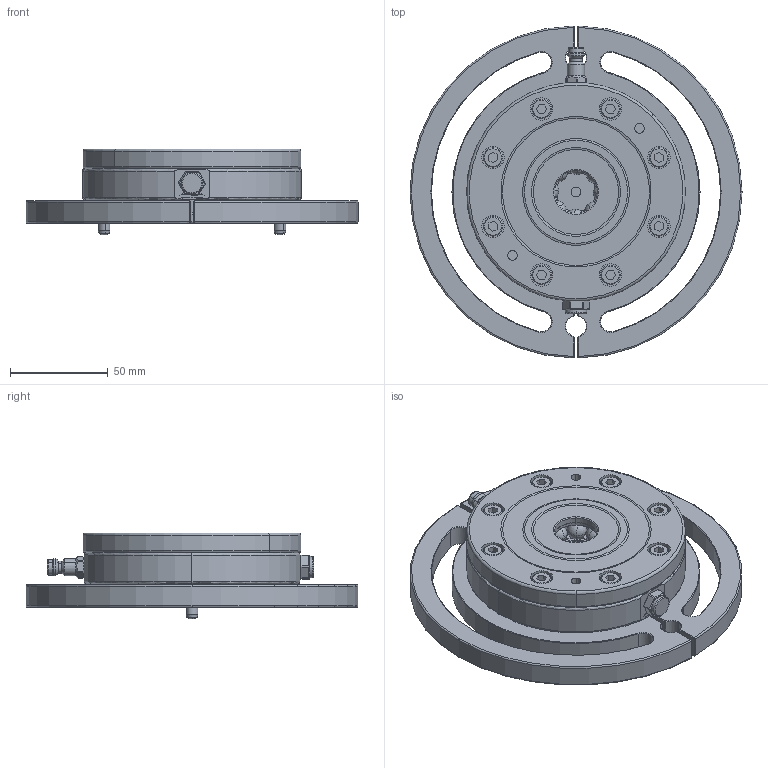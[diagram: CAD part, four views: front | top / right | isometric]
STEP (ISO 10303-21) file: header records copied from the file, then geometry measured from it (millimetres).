
FILE_DESCRIPTION (( 'STEP AP214' ), '1' );
FILE_NAME ('LQTMS-10.STEP', '2020-11-19T04:45:54', ( 'Dell' ), ( 'Dell' ), 'SwSTEP 2.0', 'SolidWorks 2018', '' );
FILE_SCHEMA (( 'AUTOMOTIVE_DESIGN' ));
Length unit declared in the file: millimetre
Products named in the file (3): LQNC-10; lqtms-10-蚾饜堤芞; LQTMS-10
Assembly tree (2 placements, depth 2):
  LQTMS-10
    lqtms-10-蚾饜堤芞
    LQNC-10
Bounding box: 170 x 169.98 x 44 mm (x, y, z)
Volume: 430374 mm3; surface area: 137588.7 mm2
Topology: 18 solids, 29 shells, 1118 faces, 2563 edges, 1515 vertices
Faces by surface type: plane 367, cylinder 286, cone 258, torus 129, bspline 40, sphere 38
Entity records: 44007 total; most frequent: CARTESIAN_POINT 12545, DIRECTION 5467, ORIENTED_EDGE 4926, EDGE_CURVE 2463, AXIS2_PLACEMENT_3D 2178, VERTEX_POINT 1499, EDGE_LOOP 1256, ADVANCED_FACE 1118
